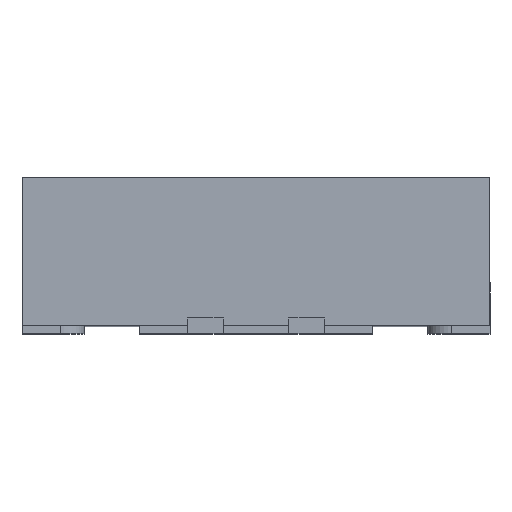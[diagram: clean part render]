
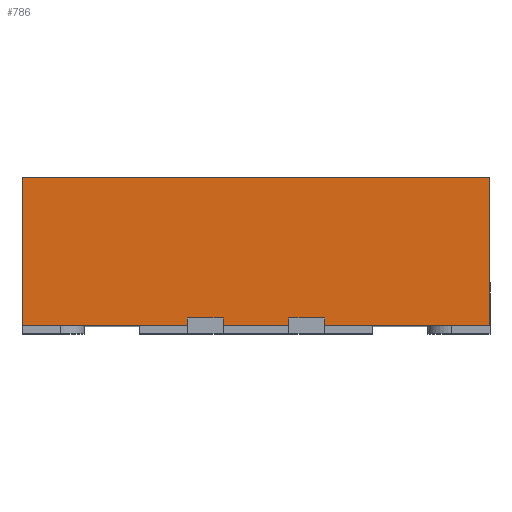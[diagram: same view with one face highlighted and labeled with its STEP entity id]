
A CAD part, top view. The second image highlights one B-rep face of the part: STEP entity #786.
In plain terms, the highlighted planar face has unit normal (0, 0, 1).
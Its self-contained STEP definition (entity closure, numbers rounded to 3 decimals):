
#13 = ORIENTED_EDGE ( 'NONE', *, *, #2856, .T. ) ;
#23 = DIRECTION ( 'NONE',  ( 1., 0., 0. ) ) ;
#77 = VECTOR ( 'NONE', #23, 1000. ) ;
#174 = VECTOR ( 'NONE', #1896, 1000. ) ;
#306 = LINE ( 'NONE', #3448, #174 ) ;
#376 = VECTOR ( 'NONE', #3062, 1000. ) ;
#443 = ORIENTED_EDGE ( 'NONE', *, *, #1278, .T. ) ;
#499 = CARTESIAN_POINT ( 'NONE',  ( 0., 0.1, 1.5 ) ) ;
#518 = CARTESIAN_POINT ( 'NONE',  ( -0.21, 3.454, 1.5 ) ) ;
#639 = VERTEX_POINT ( 'NONE', #2776 ) ;
#697 = ORIENTED_EDGE ( 'NONE', *, *, #1958, .T. ) ;
#763 = DIRECTION ( 'NONE',  ( 0., -1., 0. ) ) ;
#786 = ADVANCED_FACE ( 'NONE', ( #1673 ), #909, .F. ) ;
#803 = VECTOR ( 'NONE', #1928, 1000. ) ;
#820 = VERTEX_POINT ( 'NONE', #2951 ) ;
#899 = DIRECTION ( 'NONE',  ( 0., -1., 0. ) ) ;
#909 = PLANE ( 'NONE',  #2708 ) ;
#921 = VECTOR ( 'NONE', #3759, 1000. ) ;
#937 = CARTESIAN_POINT ( 'NONE',  ( 0.21, 0.1, 1.5 ) ) ;
#959 = CARTESIAN_POINT ( 'NONE',  ( -0.21, 0.1, 1.5 ) ) ;
#976 = LINE ( 'NONE', #4226, #4922 ) ;
#997 = ORIENTED_EDGE ( 'NONE', *, *, #3363, .T. ) ;
#1149 = VERTEX_POINT ( 'NONE', #2781 ) ;
#1278 = EDGE_CURVE ( 'NONE', #1363, #2684, #2854, .T. ) ;
#1315 = CARTESIAN_POINT ( 'NONE',  ( 1.5, 0.05, 1.5 ) ) ;
#1363 = VERTEX_POINT ( 'NONE', #959 ) ;
#1673 = FACE_OUTER_BOUND ( 'NONE', #2133, .T. ) ;
#1711 = DIRECTION ( 'NONE',  ( 0., 0., -1. ) ) ;
#1729 = LINE ( 'NONE', #2715, #4864 ) ;
#1733 = ORIENTED_EDGE ( 'NONE', *, *, #2636, .F. ) ;
#1748 = DIRECTION ( 'NONE',  ( 1., 0., 0. ) ) ;
#1811 = ORIENTED_EDGE ( 'NONE', *, *, #3819, .F. ) ;
#1885 = VERTEX_POINT ( 'NONE', #2566 ) ;
#1896 = DIRECTION ( 'NONE',  ( 1., 0., 0. ) ) ;
#1928 = DIRECTION ( 'NONE',  ( 1., 0., 0. ) ) ;
#1958 = EDGE_CURVE ( 'NONE', #639, #2517, #306, .T. ) ;
#2037 = LINE ( 'NONE', #2105, #4405 ) ;
#2105 = CARTESIAN_POINT ( 'NONE',  ( 1.5, 6.243, 1.5 ) ) ;
#2116 = LINE ( 'NONE', #2676, #376 ) ;
#2122 = EDGE_CURVE ( 'NONE', #2688, #820, #3210, .T. ) ;
#2133 = EDGE_LOOP ( 'NONE', ( #4998, #997, #443, #4283, #4870, #1811, #3470, #2601, #1733, #2196, #13, #697 ) ) ;
#2196 = ORIENTED_EDGE ( 'NONE', *, *, #3837, .F. ) ;
#2492 = VECTOR ( 'NONE', #3668, 1000. ) ;
#2517 = VERTEX_POINT ( 'NONE', #3928 ) ;
#2538 = VERTEX_POINT ( 'NONE', #4025 ) ;
#2561 = DIRECTION ( 'NONE',  ( 0., -1., 0. ) ) ;
#2566 = CARTESIAN_POINT ( 'NONE',  ( -1.5, 1., 1.5 ) ) ;
#2601 = ORIENTED_EDGE ( 'NONE', *, *, #3427, .T. ) ;
#2636 = EDGE_CURVE ( 'NONE', #1149, #4507, #2037, .T. ) ;
#2637 = LINE ( 'NONE', #2895, #921 ) ;
#2676 = CARTESIAN_POINT ( 'NONE',  ( 0.44, 3.454, 1.5 ) ) ;
#2684 = VERTEX_POINT ( 'NONE', #2956 ) ;
#2688 = VERTEX_POINT ( 'NONE', #937 ) ;
#2708 = AXIS2_PLACEMENT_3D ( 'NONE', #3279, #1711, #4515 ) ;
#2715 = CARTESIAN_POINT ( 'NONE',  ( 1.5, 1., 1.5 ) ) ;
#2718 = VECTOR ( 'NONE', #2561, 1000. ) ;
#2776 = CARTESIAN_POINT ( 'NONE',  ( -1.5, 0.05, 1.5 ) ) ;
#2781 = CARTESIAN_POINT ( 'NONE',  ( 1.5, 1., 1.5 ) ) ;
#2854 = LINE ( 'NONE', #518, #4181 ) ;
#2856 = EDGE_CURVE ( 'NONE', #1885, #639, #3199, .T. ) ;
#2895 = CARTESIAN_POINT ( 'NONE',  ( 1.5, 0.05, 1.5 ) ) ;
#2902 = VECTOR ( 'NONE', #763, 1000. ) ;
#2951 = CARTESIAN_POINT ( 'NONE',  ( 0.21, 0.05, 1.5 ) ) ;
#2956 = CARTESIAN_POINT ( 'NONE',  ( -0.21, 0.05, 1.5 ) ) ;
#3062 = DIRECTION ( 'NONE',  ( 0., -1., 0. ) ) ;
#3156 = CARTESIAN_POINT ( 'NONE',  ( 0.21, 3.454, 1.5 ) ) ;
#3199 = LINE ( 'NONE', #4930, #2718 ) ;
#3210 = LINE ( 'NONE', #3156, #2902 ) ;
#3219 = EDGE_CURVE ( 'NONE', #2684, #820, #4757, .T. ) ;
#3279 = CARTESIAN_POINT ( 'NONE',  ( 1.5, 6.243, 1.5 ) ) ;
#3338 = VERTEX_POINT ( 'NONE', #4625 ) ;
#3350 = LINE ( 'NONE', #4337, #77 ) ;
#3363 = EDGE_CURVE ( 'NONE', #2538, #1363, #3350, .T. ) ;
#3427 = EDGE_CURVE ( 'NONE', #4214, #4507, #2637, .T. ) ;
#3433 = CARTESIAN_POINT ( 'NONE',  ( 0.44, 0.05, 1.5 ) ) ;
#3448 = CARTESIAN_POINT ( 'NONE',  ( 1.5, 0.05, 1.5 ) ) ;
#3470 = ORIENTED_EDGE ( 'NONE', *, *, #3781, .T. ) ;
#3567 = LINE ( 'NONE', #499, #2492 ) ;
#3668 = DIRECTION ( 'NONE',  ( -1., 0., 0. ) ) ;
#3717 = EDGE_CURVE ( 'NONE', #2538, #2517, #976, .T. ) ;
#3759 = DIRECTION ( 'NONE',  ( 1., 0., 0. ) ) ;
#3781 = EDGE_CURVE ( 'NONE', #3338, #4214, #2116, .T. ) ;
#3819 = EDGE_CURVE ( 'NONE', #3338, #2688, #3567, .T. ) ;
#3837 = EDGE_CURVE ( 'NONE', #1885, #1149, #1729, .T. ) ;
#3928 = CARTESIAN_POINT ( 'NONE',  ( -0.44, 0.05, 1.5 ) ) ;
#4025 = CARTESIAN_POINT ( 'NONE',  ( -0.44, 0.1, 1.5 ) ) ;
#4181 = VECTOR ( 'NONE', #899, 1000. ) ;
#4211 = DIRECTION ( 'NONE',  ( 0., -1., 0. ) ) ;
#4214 = VERTEX_POINT ( 'NONE', #3433 ) ;
#4226 = CARTESIAN_POINT ( 'NONE',  ( -0.44, 3.454, 1.5 ) ) ;
#4237 = CARTESIAN_POINT ( 'NONE',  ( 1.5, 0.05, 1.5 ) ) ;
#4249 = DIRECTION ( 'NONE',  ( 0., -1., 0. ) ) ;
#4283 = ORIENTED_EDGE ( 'NONE', *, *, #3219, .T. ) ;
#4337 = CARTESIAN_POINT ( 'NONE',  ( 0., 0.1, 1.5 ) ) ;
#4405 = VECTOR ( 'NONE', #4249, 1000. ) ;
#4507 = VERTEX_POINT ( 'NONE', #1315 ) ;
#4515 = DIRECTION ( 'NONE',  ( -1., 0., 0. ) ) ;
#4625 = CARTESIAN_POINT ( 'NONE',  ( 0.44, 0.1, 1.5 ) ) ;
#4757 = LINE ( 'NONE', #4237, #803 ) ;
#4864 = VECTOR ( 'NONE', #1748, 1000. ) ;
#4870 = ORIENTED_EDGE ( 'NONE', *, *, #2122, .F. ) ;
#4922 = VECTOR ( 'NONE', #4211, 1000. ) ;
#4930 = CARTESIAN_POINT ( 'NONE',  ( -1.5, 6.243, 1.5 ) ) ;
#4998 = ORIENTED_EDGE ( 'NONE', *, *, #3717, .F. ) ;
